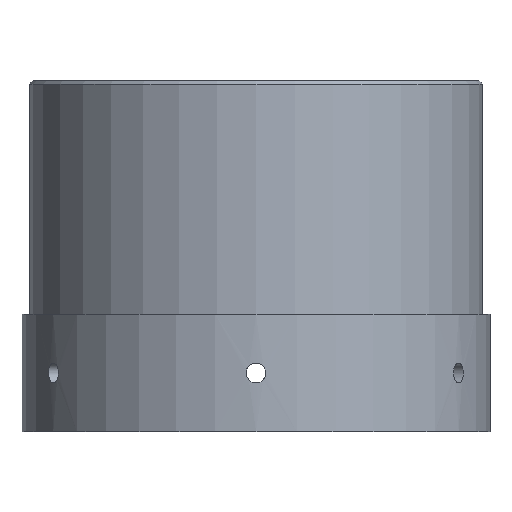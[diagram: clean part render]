
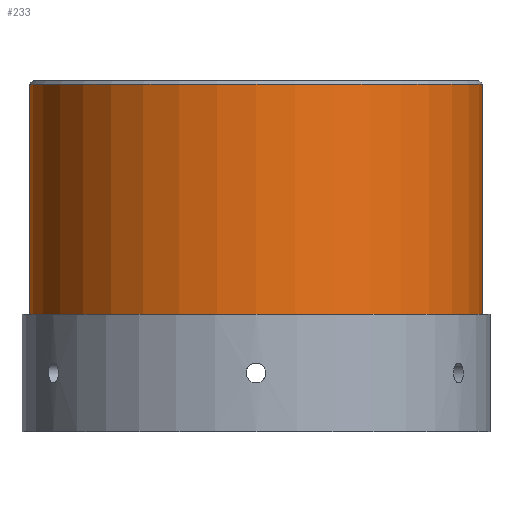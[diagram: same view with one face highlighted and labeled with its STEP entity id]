
A CAD part, front view. The second image highlights one B-rep face of the part: STEP entity #233.
In plain terms, the highlighted cylindrical face has radius 49.133 mm (diameter 98.266 mm), a full revolution.
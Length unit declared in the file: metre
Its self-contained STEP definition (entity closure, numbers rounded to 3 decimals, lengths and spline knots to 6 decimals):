
#31=CIRCLE('',#266,0.049133);
#32=CIRCLE('',#268,0.049133);
#65=ORIENTED_EDGE('',*,*,#95,.T.);
#66=ORIENTED_EDGE('',*,*,#94,.T.);
#94=EDGE_CURVE('',#115,#115,#31,.T.);
#95=EDGE_CURVE('',#116,#116,#32,.F.);
#115=VERTEX_POINT('',#491);
#116=VERTEX_POINT('',#494);
#161=EDGE_LOOP('',(#65));
#162=EDGE_LOOP('',(#66));
#203=FACE_BOUND('',#161,.T.);
#204=FACE_BOUND('',#162,.T.);
#222=CYLINDRICAL_SURFACE('',#267,0.049133);
#233=ADVANCED_FACE('',(#203,#204),#222,.T.);
#266=AXIS2_PLACEMENT_3D('',#490,#306,#307);
#267=AXIS2_PLACEMENT_3D('',#492,#308,#309);
#268=AXIS2_PLACEMENT_3D('',#493,#310,#311);
#306=DIRECTION('',(0.,0.,1.));
#307=DIRECTION('',(1.,0.,0.));
#308=DIRECTION('',(0.,0.,-1.));
#309=DIRECTION('',(-1.,0.,0.));
#310=DIRECTION('',(0.,0.,1.));
#311=DIRECTION('',(1.,0.,0.));
#490=CARTESIAN_POINT('',(0.,0.,0.));
#491=CARTESIAN_POINT('',(0.049133,0.,0.));
#492=CARTESIAN_POINT('',(0.,0.,0.0508));
#493=CARTESIAN_POINT('',(0.,0.,0.050006));
#494=CARTESIAN_POINT('',(0.049133,0.,0.050006));
